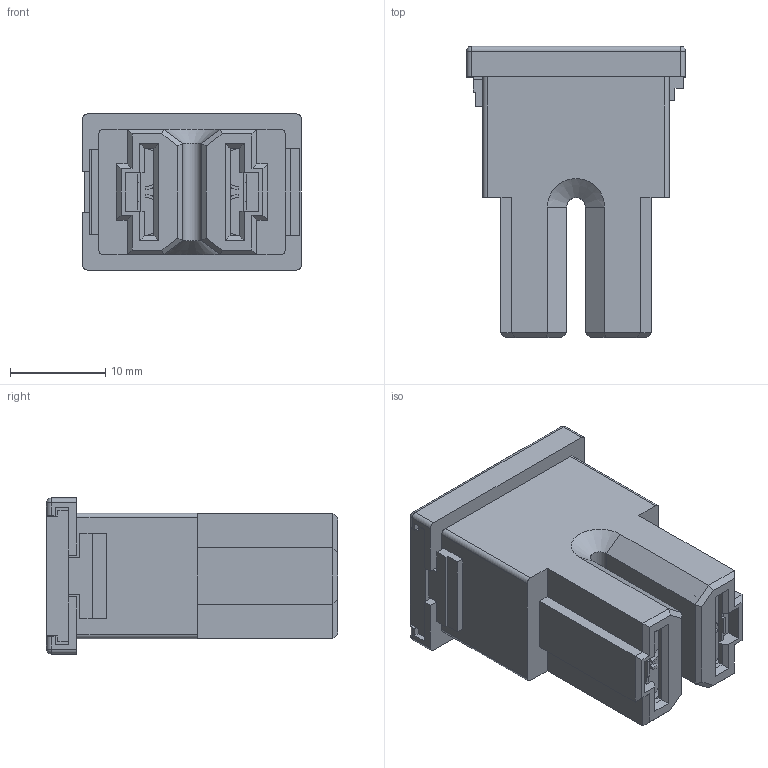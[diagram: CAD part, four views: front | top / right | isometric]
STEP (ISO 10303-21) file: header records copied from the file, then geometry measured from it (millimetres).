
FILE_DESCRIPTION(/* description */ (''),/* implementation_level */ '2;1');
FILE_NAME(/* name */ 'PAL FUSE 32V DC 0293000.MXJ S293 SERIES.stp',/* time_stamp */ '2023-01-25T13:39:06-06:00',/* author */ (''),/* organization */ (''),/* preprocessor_version */ 'ST-DEVELOPER v18.1',/* originating_system */ 'SIEMENS PLM Software NX 1957',/* authorisation */ '');
FILE_SCHEMA (('AUTOMOTIVE_DESIGN { 1 0 10303 214 3 1 1 1 }'));
Length unit declared in the file: millimetre
Products named in the file (1): OPLa3C3C225421nx
Bounding box: 23 x 30.61 x 16.4 mm (x, y, z)
Volume: 6780.9 mm3; surface area: 3186.3 mm2
Topology: 1 solids, 1 shells, 214 faces, 564 edges, 350 vertices
Faces by surface type: plane 176, cylinder 32, sphere 4, cone 2
Entity records: 6536 total; most frequent: CARTESIAN_POINT 1137, ORIENTED_EDGE 1120, DIRECTION 1071, EDGE_CURVE 560, LINE 475, VECTOR 475, VERTEX_POINT 350, AXIS2_PLACEMENT_3D 298
